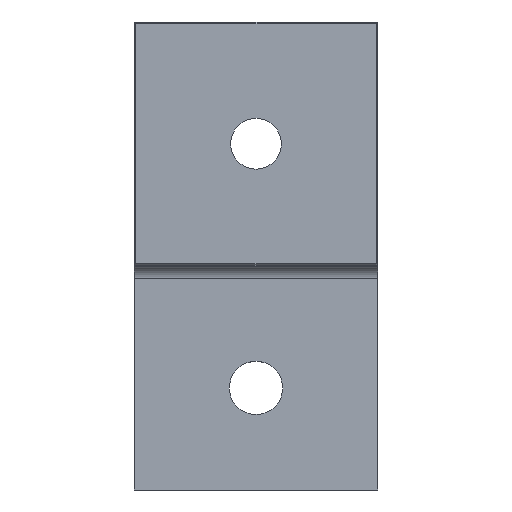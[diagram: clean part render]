
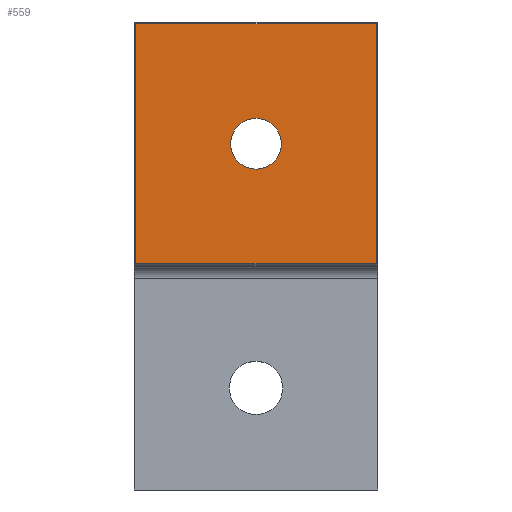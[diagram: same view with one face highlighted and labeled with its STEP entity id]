
A CAD part, top view. The second image highlights one B-rep face of the part: STEP entity #559.
In plain terms, the highlighted planar face has unit normal (0, 0, 1).
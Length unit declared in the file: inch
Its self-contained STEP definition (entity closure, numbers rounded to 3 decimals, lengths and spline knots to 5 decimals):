
#10 = LINE ( 'NONE', #1158, #1171 ) ;
#28 = FACE_OUTER_BOUND ( 'NONE', #164, .T. ) ;
#43 = EDGE_CURVE ( 'NONE', #1286, #633, #1312, .T. ) ;
#73 = DIRECTION ( 'NONE',  ( 0., 1., 0. ) ) ;
#74 = EDGE_CURVE ( 'NONE', #645, #963, #805, .T. ) ;
#130 = DIRECTION ( 'NONE',  ( -1., 0., 0. ) ) ;
#164 = EDGE_LOOP ( 'NONE', ( #1384, #1100, #1142, #508 ) ) ;
#194 = CARTESIAN_POINT ( 'NONE',  ( -1.49016, 0.99682, 1.8248 ) ) ;
#210 = CIRCLE ( 'NONE', #1231, 0.15625 ) ;
#211 = CARTESIAN_POINT ( 'NONE',  ( -0.59375, 0.25666, 1.8248 ) ) ;
#216 = DIRECTION ( 'NONE',  ( 0., -1., 0. ) ) ;
#305 = CARTESIAN_POINT ( 'NONE',  ( -0.75, 0.99682, 1.8248 ) ) ;
#364 = DIRECTION ( 'NONE',  ( -1., 0., 0. ) ) ;
#383 = CARTESIAN_POINT ( 'NONE',  ( -0.75, 0.25666, 1.8248 ) ) ;
#411 = LINE ( 'NONE', #305, #628 ) ;
#488 = DIRECTION ( 'NONE',  ( 0., 0., -1. ) ) ;
#499 = CARTESIAN_POINT ( 'NONE',  ( -0.75, 0.25666, 1.8248 ) ) ;
#508 = ORIENTED_EDGE ( 'NONE', *, *, #1427, .F. ) ;
#529 = VECTOR ( 'NONE', #216, 39.37008 ) ;
#531 = CARTESIAN_POINT ( 'NONE',  ( -1.49016, -0.48349, 1.8248 ) ) ;
#546 = EDGE_CURVE ( 'NONE', #963, #645, #210, .T. ) ;
#558 = EDGE_LOOP ( 'NONE', ( #811, #1366 ) ) ;
#559 = ADVANCED_FACE ( 'NONE', ( #592, #28 ), #929, .F. ) ;
#565 = DIRECTION ( 'NONE',  ( -1., 0., 0. ) ) ;
#592 = FACE_BOUND ( 'NONE', #558, .T. ) ;
#628 = VECTOR ( 'NONE', #1450, 39.37008 ) ;
#633 = VERTEX_POINT ( 'NONE', #194 ) ;
#645 = VERTEX_POINT ( 'NONE', #1406 ) ;
#646 = CARTESIAN_POINT ( 'NONE',  ( -1.49016, 0.25666, 1.8248 ) ) ;
#674 = CARTESIAN_POINT ( 'NONE',  ( -0.00984, 0.25666, 1.8248 ) ) ;
#805 = CIRCLE ( 'NONE', #1089, 0.15625 ) ;
#811 = ORIENTED_EDGE ( 'NONE', *, *, #74, .T. ) ;
#879 = CARTESIAN_POINT ( 'NONE',  ( -0.00984, 0.99682, 1.8248 ) ) ;
#880 = VERTEX_POINT ( 'NONE', #1317 ) ;
#929 = PLANE ( 'NONE',  #1181 ) ;
#963 = VERTEX_POINT ( 'NONE', #211 ) ;
#1001 = LINE ( 'NONE', #674, #529 ) ;
#1054 = DIRECTION ( 'NONE',  ( 0., 0., -1. ) ) ;
#1068 = DIRECTION ( 'NONE',  ( -1., 0., 0. ) ) ;
#1079 = EDGE_CURVE ( 'NONE', #880, #1286, #10, .T. ) ;
#1089 = AXIS2_PLACEMENT_3D ( 'NONE', #499, #1147, #565 ) ;
#1100 = ORIENTED_EDGE ( 'NONE', *, *, #1079, .F. ) ;
#1140 = VECTOR ( 'NONE', #73, 39.37008 ) ;
#1142 = ORIENTED_EDGE ( 'NONE', *, *, #1331, .F. ) ;
#1147 = DIRECTION ( 'NONE',  ( 0., 0., -1. ) ) ;
#1158 = CARTESIAN_POINT ( 'NONE',  ( -0.75, -0.48349, 1.8248 ) ) ;
#1171 = VECTOR ( 'NONE', #364, 39.37008 ) ;
#1172 = CARTESIAN_POINT ( 'NONE',  ( -0.75, 0.25666, 1.8248 ) ) ;
#1181 = AXIS2_PLACEMENT_3D ( 'NONE', #1172, #488, #130 ) ;
#1231 = AXIS2_PLACEMENT_3D ( 'NONE', #383, #1054, #1068 ) ;
#1286 = VERTEX_POINT ( 'NONE', #531 ) ;
#1312 = LINE ( 'NONE', #646, #1140 ) ;
#1317 = CARTESIAN_POINT ( 'NONE',  ( -0.00984, -0.48349, 1.8248 ) ) ;
#1331 = EDGE_CURVE ( 'NONE', #1360, #880, #1001, .T. ) ;
#1360 = VERTEX_POINT ( 'NONE', #879 ) ;
#1366 = ORIENTED_EDGE ( 'NONE', *, *, #546, .T. ) ;
#1384 = ORIENTED_EDGE ( 'NONE', *, *, #43, .F. ) ;
#1406 = CARTESIAN_POINT ( 'NONE',  ( -0.90625, 0.25666, 1.8248 ) ) ;
#1427 = EDGE_CURVE ( 'NONE', #633, #1360, #411, .T. ) ;
#1450 = DIRECTION ( 'NONE',  ( 1., 0., 0. ) ) ;
